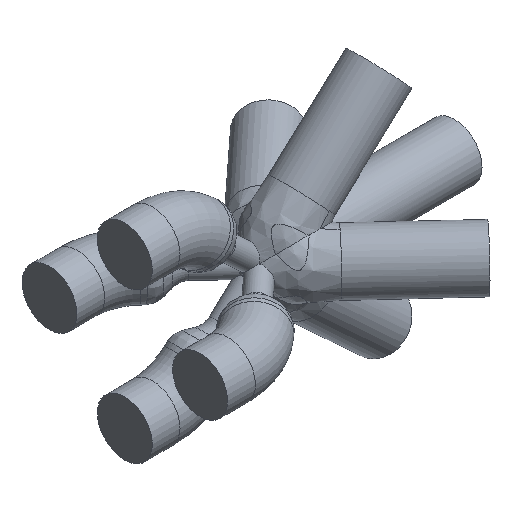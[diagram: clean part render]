
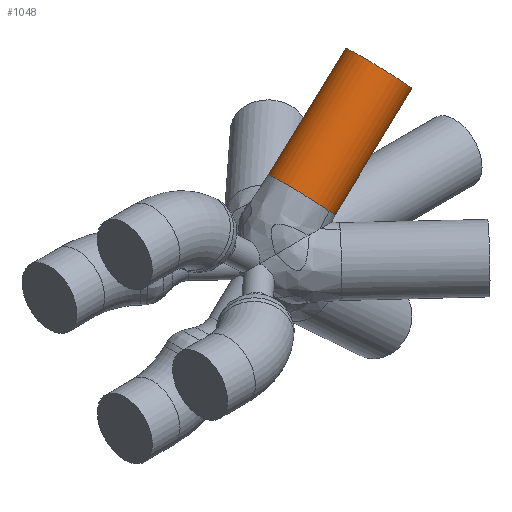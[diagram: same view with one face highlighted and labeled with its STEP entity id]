
A CAD part, isometric view. The second image highlights one B-rep face of the part: STEP entity #1048.
In plain terms, the highlighted cylindrical face has radius 2.5 mm (diameter 5 mm), a full revolution.
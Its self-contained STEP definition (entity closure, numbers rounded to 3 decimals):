
#121=FACE_OUTER_BOUND('',#183,.T.);
#183=EDGE_LOOP('',(#948,#949,#950,#951,#952,#953,#954));
#207=LINE('',#2853,#228);
#228=VECTOR('',#1471,2.5);
#324=CIRCLE('',#1139,2.5);
#326=CIRCLE('',#1141,2.5);
#327=CIRCLE('',#1143,2.5);
#372=ELLIPSE('',#1192,6.869,2.5);
#373=ELLIPSE('',#1193,6.869,2.5);
#445=VERTEX_POINT('',#2462);
#446=VERTEX_POINT('',#2467);
#449=VERTEX_POINT('',#2586);
#450=VERTEX_POINT('',#2639);
#477=VERTEX_POINT('',#2854);
#585=EDGE_CURVE('',#446,#445,#324,.T.);
#591=EDGE_CURVE('',#449,#446,#326,.T.);
#595=EDGE_CURVE('',#450,#450,#327,.T.);
#639=EDGE_CURVE('',#450,#446,#207,.T.);
#640=EDGE_CURVE('',#477,#445,#372,.T.);
#641=EDGE_CURVE('',#449,#477,#373,.T.);
#948=ORIENTED_EDGE('',*,*,#595,.T.);
#949=ORIENTED_EDGE('',*,*,#639,.T.);
#950=ORIENTED_EDGE('',*,*,#585,.T.);
#951=ORIENTED_EDGE('',*,*,#640,.F.);
#952=ORIENTED_EDGE('',*,*,#641,.F.);
#953=ORIENTED_EDGE('',*,*,#591,.T.);
#954=ORIENTED_EDGE('',*,*,#639,.F.);
#989=CYLINDRICAL_SURFACE('',#1191,2.5);
#1048=ADVANCED_FACE('',(#121),#989,.T.);
#1139=AXIS2_PLACEMENT_3D('',#2468,#1357,#1358);
#1141=AXIS2_PLACEMENT_3D('',#2587,#1361,#1362);
#1143=AXIS2_PLACEMENT_3D('',#2640,#1365,#1366);
#1191=AXIS2_PLACEMENT_3D('',#2852,#1469,#1470);
#1192=AXIS2_PLACEMENT_3D('',#2855,#1472,#1473);
#1193=AXIS2_PLACEMENT_3D('',#2856,#1474,#1475);
#1357=DIRECTION('center_axis',(0.735,0.,0.678));
#1358=DIRECTION('ref_axis',(0.,1.,0.));
#1361=DIRECTION('center_axis',(0.735,0.,0.678));
#1362=DIRECTION('ref_axis',(0.,1.,0.));
#1365=DIRECTION('center_axis',(-0.735,0.,
-0.678));
#1366=DIRECTION('ref_axis',(-0.678,0.,0.735));
#1469=DIRECTION('center_axis',(0.735,0.,0.678));
#1470=DIRECTION('ref_axis',(0.,1.,0.));
#1471=DIRECTION('',(-0.735,0.,-0.678));
#1472=DIRECTION('center_axis',(0.364,0.,
-0.931));
#1473=DIRECTION('ref_axis',(-0.931,0.,-0.364));
#1474=DIRECTION('center_axis',(0.364,0.,
-0.931));
#1475=DIRECTION('ref_axis',(-0.931,0.,-0.364));
#2462=CARTESIAN_POINT('',(2.459,-11.478,-7.983));
#2467=CARTESIAN_POINT('',(1.091,-12.5,-6.501));
#2468=CARTESIAN_POINT('Origin',(1.091,-10.,-6.501));
#2586=CARTESIAN_POINT('',(2.459,-8.522,-7.983));
#2587=CARTESIAN_POINT('Origin',(1.091,-10.,-6.501));
#2639=CARTESIAN_POINT('',(8.109,-12.5,-0.029));
#2640=CARTESIAN_POINT('Origin',(8.109,-10.,-0.029));
#2852=CARTESIAN_POINT('Origin',(1.091,-10.,-6.501));
#2853=CARTESIAN_POINT('',(1.091,-12.5,-6.501));
#2854=CARTESIAN_POINT('',(3.696,-10.,-7.5));
#2855=CARTESIAN_POINT('Origin',(-2.702,-10.,-10.));
#2856=CARTESIAN_POINT('Origin',(-2.702,-10.,-10.));
